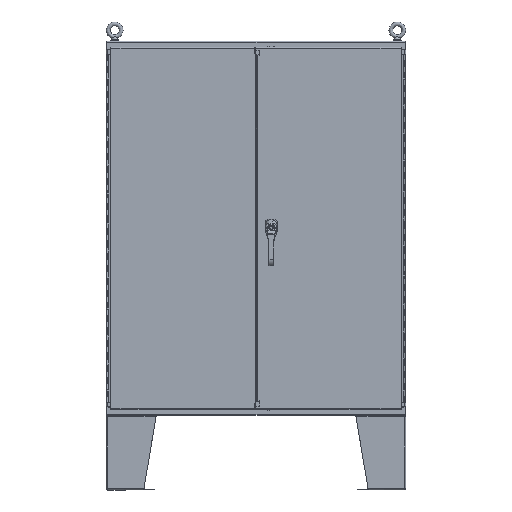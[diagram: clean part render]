
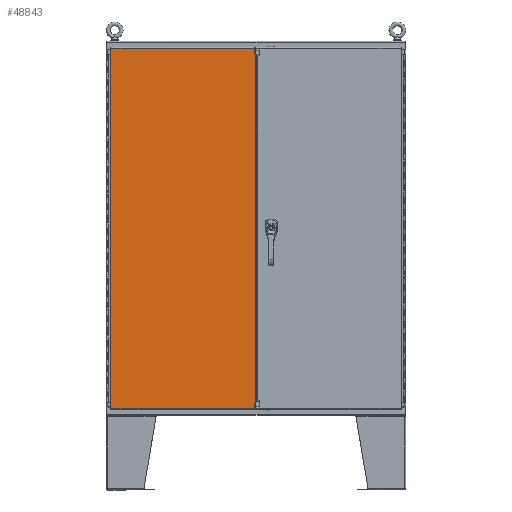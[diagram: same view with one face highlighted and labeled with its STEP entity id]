
A CAD part, top view. The second image highlights one B-rep face of the part: STEP entity #48843.
In plain terms, the highlighted planar face has unit normal (0, 0, 1).
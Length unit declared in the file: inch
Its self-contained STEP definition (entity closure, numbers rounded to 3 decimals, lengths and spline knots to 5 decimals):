
#220 = EDGE_CURVE ( 'NONE', #56257, #27390, #865, .T. ) ;
#865 = LINE ( 'NONE', #13607, #12805 ) ;
#1898 = CARTESIAN_POINT ( 'NONE',  ( 23.83372, 1.84367, 11.16033 ) ) ;
#2314 = DIRECTION ( 'NONE',  ( 0., -1., 0. ) ) ;
#2706 = CARTESIAN_POINT ( 'NONE',  ( 23.86517, 58.09397, 11.16033 ) ) ;
#3500 = ORIENTED_EDGE ( 'NONE', *, *, #14848, .F. ) ;
#5782 = CARTESIAN_POINT ( 'NONE',  ( 12.24017, 29.96892, 11.16033 ) ) ;
#6466 = ORIENTED_EDGE ( 'NONE', *, *, #54387, .T. ) ;
#7194 = DIRECTION ( 'NONE',  ( 0., -1., 0. ) ) ;
#8294 = CARTESIAN_POINT ( 'NONE',  ( 23.83372, 1.84367, 11.16033 ) ) ;
#9442 = VECTOR ( 'NONE', #77378, 39.37008 ) ;
#11350 = PLANE ( 'NONE',  #58080 ) ;
#11704 = VECTOR ( 'NONE', #33753, 39.37008 ) ;
#11907 = DIRECTION ( 'NONE',  ( 1., 0., 0. ) ) ;
#12346 = LINE ( 'NONE', #46648, #21319 ) ;
#12414 = EDGE_CURVE ( 'NONE', #50795, #42888, #75351, .T. ) ;
#12644 = CARTESIAN_POINT ( 'NONE',  ( 0.74012, 58.93772, 11.16033 ) ) ;
#12805 = VECTOR ( 'NONE', #77785, 39.37008 ) ;
#13607 = CARTESIAN_POINT ( 'NONE',  ( 23.86517, 29.96892, 11.16033 ) ) ;
#14804 = DIRECTION ( 'NONE',  ( 0., 1., 0. ) ) ;
#14848 = EDGE_CURVE ( 'NONE', #76032, #42888, #65442, .T. ) ;
#15756 = FACE_OUTER_BOUND ( 'NONE', #32905, .T. ) ;
#16031 = CARTESIAN_POINT ( 'NONE',  ( 23.86517, 1.84367, 11.16033 ) ) ;
#17236 = VECTOR ( 'NONE', #71249, 39.37008 ) ;
#18206 = ORIENTED_EDGE ( 'NONE', *, *, #38309, .F. ) ;
#19131 = VECTOR ( 'NONE', #64594, 39.37008 ) ;
#19195 = DIRECTION ( 'NONE',  ( -1., 0., 0. ) ) ;
#21319 = VECTOR ( 'NONE', #14804, 39.37008 ) ;
#22579 = VECTOR ( 'NONE', #27792, 39.37008 ) ;
#26347 = CARTESIAN_POINT ( 'NONE',  ( 23.83372, 58.09397, 11.16033 ) ) ;
#27390 = VERTEX_POINT ( 'NONE', #41254 ) ;
#27792 = DIRECTION ( 'NONE',  ( -1., 0., 0. ) ) ;
#27828 = DIRECTION ( 'NONE',  ( 0., 1., 0. ) ) ;
#28496 = ORIENTED_EDGE ( 'NONE', *, *, #12414, .T. ) ;
#28681 = LINE ( 'NONE', #58663, #11704 ) ;
#29147 = EDGE_CURVE ( 'NONE', #56257, #50065, #36813, .T. ) ;
#30263 = EDGE_CURVE ( 'NONE', #41596, #30312, #28681, .T. ) ;
#30312 = VERTEX_POINT ( 'NONE', #40124 ) ;
#30961 = EDGE_CURVE ( 'NONE', #76032, #37362, #56714, .T. ) ;
#31861 = DIRECTION ( 'NONE',  ( -1., 0., 0. ) ) ;
#32272 = CARTESIAN_POINT ( 'NONE',  ( 0.74012, 1.00012, 11.16033 ) ) ;
#32905 = EDGE_LOOP ( 'NONE', ( #6466, #28496, #3500, #54412, #74408, #73742, #18206, #50955, #64903, #68492, #60631, #39603 ) ) ;
#33753 = DIRECTION ( 'NONE',  ( 1., 0., 0. ) ) ;
#36652 = VECTOR ( 'NONE', #19195, 39.37008 ) ;
#36813 = LINE ( 'NONE', #37693, #46863 ) ;
#37121 = VECTOR ( 'NONE', #2314, 39.37008 ) ;
#37362 = VERTEX_POINT ( 'NONE', #63874 ) ;
#37693 = CARTESIAN_POINT ( 'NONE',  ( 23.86517, 1.84367, 11.16033 ) ) ;
#38058 = EDGE_CURVE ( 'NONE', #39768, #43324, #38090, .T. ) ;
#38090 = LINE ( 'NONE', #52866, #19131 ) ;
#38309 = EDGE_CURVE ( 'NONE', #30312, #43324, #54188, .T. ) ;
#38962 = CARTESIAN_POINT ( 'NONE',  ( 23.83392, 29.96892, 11.16033 ) ) ;
#39020 = CARTESIAN_POINT ( 'NONE',  ( 23.83372, 1.84387, 11.16033 ) ) ;
#39156 = VERTEX_POINT ( 'NONE', #32272 ) ;
#39603 = ORIENTED_EDGE ( 'NONE', *, *, #29147, .T. ) ;
#39768 = VERTEX_POINT ( 'NONE', #45861 ) ;
#40124 = CARTESIAN_POINT ( 'NONE',  ( 23.86517, 58.93772, 11.16033 ) ) ;
#40485 = CARTESIAN_POINT ( 'NONE',  ( 23.86517, 29.96892, 11.16033 ) ) ;
#41254 = CARTESIAN_POINT ( 'NONE',  ( 23.86517, 1.00012, 11.16033 ) ) ;
#41596 = VERTEX_POINT ( 'NONE', #12644 ) ;
#41689 = CARTESIAN_POINT ( 'NONE',  ( 23.83392, 58.09397, 11.16033 ) ) ;
#42073 = EDGE_CURVE ( 'NONE', #27390, #39156, #58678, .T. ) ;
#42888 = VERTEX_POINT ( 'NONE', #57344 ) ;
#43324 = VERTEX_POINT ( 'NONE', #82318 ) ;
#45051 = EDGE_CURVE ( 'NONE', #37362, #39768, #50237, .T. ) ;
#45861 = CARTESIAN_POINT ( 'NONE',  ( 23.83372, 58.09417, 11.16033 ) ) ;
#46648 = CARTESIAN_POINT ( 'NONE',  ( 0.74012, 29.96892, 11.16033 ) ) ;
#46863 = VECTOR ( 'NONE', #31861, 39.37008 ) ;
#48843 = ADVANCED_FACE ( 'NONE', ( #15756 ), #11350, .F. ) ;
#50065 = VERTEX_POINT ( 'NONE', #1898 ) ;
#50156 = DIRECTION ( 'NONE',  ( 0., 0., -1. ) ) ;
#50237 = LINE ( 'NONE', #26347, #17236 ) ;
#50795 = VERTEX_POINT ( 'NONE', #39020 ) ;
#50955 = ORIENTED_EDGE ( 'NONE', *, *, #30263, .F. ) ;
#52866 = CARTESIAN_POINT ( 'NONE',  ( 23.83372, 58.09417, 11.16033 ) ) ;
#53017 = LINE ( 'NONE', #8294, #62965 ) ;
#54188 = LINE ( 'NONE', #40485, #37121 ) ;
#54387 = EDGE_CURVE ( 'NONE', #50065, #50795, #53017, .T. ) ;
#54412 = ORIENTED_EDGE ( 'NONE', *, *, #30961, .T. ) ;
#56257 = VERTEX_POINT ( 'NONE', #16031 ) ;
#56714 = LINE ( 'NONE', #2706, #22579 ) ;
#57344 = CARTESIAN_POINT ( 'NONE',  ( 23.83392, 1.84387, 11.16033 ) ) ;
#57522 = CARTESIAN_POINT ( 'NONE',  ( 12.24017, 1.00012, 11.16033 ) ) ;
#58080 = AXIS2_PLACEMENT_3D ( 'NONE', #5782, #50156, #11907 ) ;
#58663 = CARTESIAN_POINT ( 'NONE',  ( 12.24017, 58.93772, 11.16033 ) ) ;
#58678 = LINE ( 'NONE', #57522, #36652 ) ;
#60631 = ORIENTED_EDGE ( 'NONE', *, *, #220, .F. ) ;
#62965 = VECTOR ( 'NONE', #27828, 39.37008 ) ;
#63874 = CARTESIAN_POINT ( 'NONE',  ( 23.83372, 58.09397, 11.16033 ) ) ;
#64594 = DIRECTION ( 'NONE',  ( 1., 0., 0. ) ) ;
#64903 = ORIENTED_EDGE ( 'NONE', *, *, #71321, .F. ) ;
#65442 = LINE ( 'NONE', #38962, #68377 ) ;
#68377 = VECTOR ( 'NONE', #7194, 39.37008 ) ;
#68492 = ORIENTED_EDGE ( 'NONE', *, *, #42073, .F. ) ;
#71249 = DIRECTION ( 'NONE',  ( 0., 1., 0. ) ) ;
#71321 = EDGE_CURVE ( 'NONE', #39156, #41596, #12346, .T. ) ;
#73742 = ORIENTED_EDGE ( 'NONE', *, *, #38058, .T. ) ;
#74408 = ORIENTED_EDGE ( 'NONE', *, *, #45051, .T. ) ;
#75351 = LINE ( 'NONE', #77907, #9442 ) ;
#76032 = VERTEX_POINT ( 'NONE', #41689 ) ;
#77378 = DIRECTION ( 'NONE',  ( 1., 0., 0. ) ) ;
#77785 = DIRECTION ( 'NONE',  ( 0., -1., 0. ) ) ;
#77907 = CARTESIAN_POINT ( 'NONE',  ( 23.83372, 1.84387, 11.16033 ) ) ;
#82318 = CARTESIAN_POINT ( 'NONE',  ( 23.86517, 58.09417, 11.16033 ) ) ;
